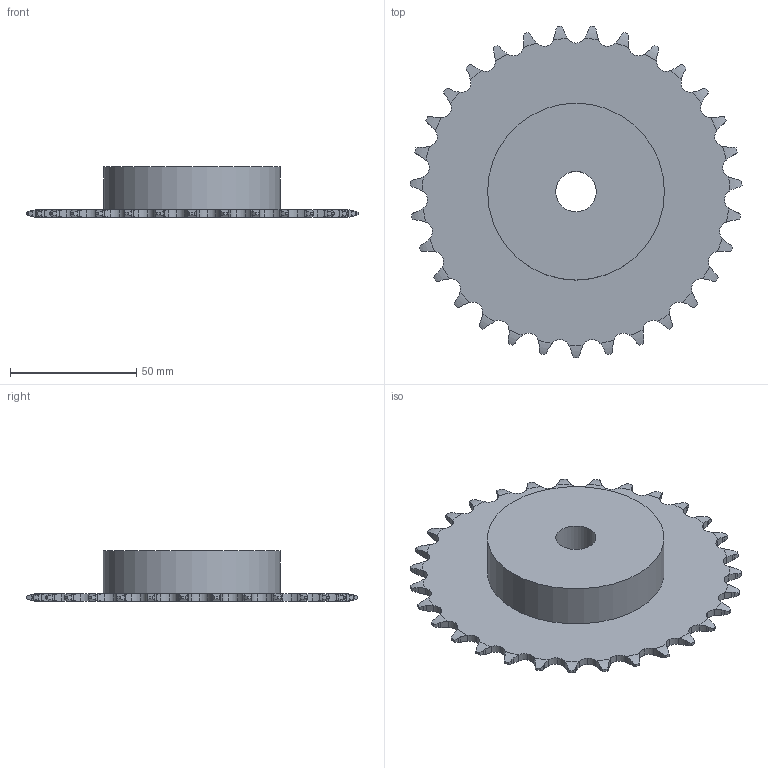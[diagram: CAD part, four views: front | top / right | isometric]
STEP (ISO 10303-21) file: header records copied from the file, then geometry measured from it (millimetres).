
FILE_DESCRIPTION(('FreeCAD Model'),'2;1');
FILE_NAME('Open CASCADE Shape Model','2021-04-18T15:56:20',('FreeCAD'),( 'FreeCAD'),'Open CASCADE STEP processor 7.4','FreeCAD','Unknown');
FILE_SCHEMA(('AUTOMOTIVE_DESIGN { 1 0 10303 214 1 1 1 1 }'));
Length unit declared in the file: millimetre
Products named in the file (1): Open CASCADE STEP translator 7.4 24
Bounding box: 131.41 x 131.24 x 20 mm (x, y, z)
Volume: 96794.1 mm3; surface area: 29729.8 mm2
Topology: 1 solids, 1 shells, 347 faces, 1030 edges, 687 vertices
Faces by surface type: cylinder 219, plane 66, torus 62
Full cylindrical faces by diameter (mm): 16 x1, 70 x1
Entity records: 30886 total; most frequent: CARTESIAN_POINT 12903, DIRECTION 2736, ORIENTED_EDGE 2060, PCURVE 2060, DEFINITIONAL_REPRESENTATION 2060, LINE 1401, VECTOR 1401, B_SPLINE_CURVE_WITH_KNOTS 1116
